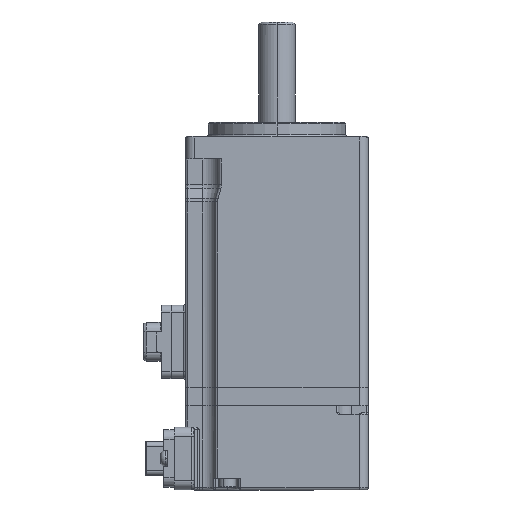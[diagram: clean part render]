
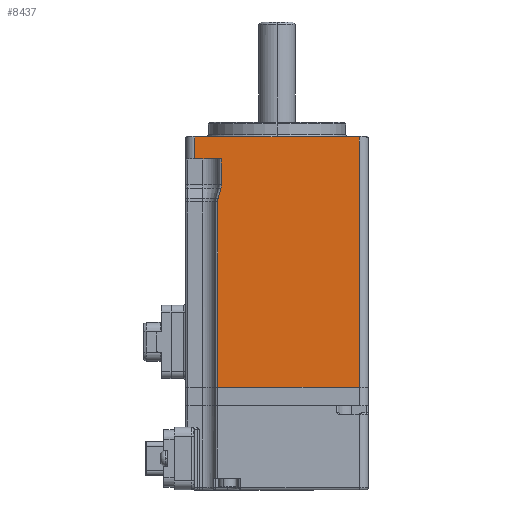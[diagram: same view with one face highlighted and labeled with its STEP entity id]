
A CAD part, top view. The second image highlights one B-rep face of the part: STEP entity #8437.
In plain terms, the highlighted planar face has unit normal (0, 0, 1).
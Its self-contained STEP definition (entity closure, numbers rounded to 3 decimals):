
#676 = EDGE_CURVE ( 'NONE', #15727, #16448, #6252, .T. ) ;
#1012 = ORIENTED_EDGE ( 'NONE', *, *, #1780, .T. ) ;
#1780 = EDGE_CURVE ( 'NONE', #4013, #15727, #25146, .T. ) ;
#2212 = CARTESIAN_POINT ( 'NONE',  ( -12.907, 41.274, 20. ) ) ;
#2433 = DIRECTION ( 'NONE',  ( 0., 0., -1. ) ) ;
#3119 = DIRECTION ( 'NONE',  ( 0., -1., 0. ) ) ;
#3318 = VERTEX_POINT ( 'NONE', #13920 ) ;
#3450 = CARTESIAN_POINT ( 'NONE',  ( -12.163, 44.412, 20. ) ) ;
#4013 = VERTEX_POINT ( 'NONE', #9822 ) ;
#4108 = VECTOR ( 'NONE', #29498, 1000. ) ;
#4235 = DIRECTION ( 'NONE',  ( 1., 0., 0. ) ) ;
#4374 = CIRCLE ( 'NONE', #7620, 2.5 ) ;
#4640 = VERTEX_POINT ( 'NONE', #32969 ) ;
#5419 = CARTESIAN_POINT ( 'NONE',  ( -18., 50., 20. ) ) ;
#6004 = ORIENTED_EDGE ( 'NONE', *, *, #15160, .T. ) ;
#6101 = ORIENTED_EDGE ( 'NONE', *, *, #16573, .F. ) ;
#6252 = LINE ( 'NONE', #11379, #11945 ) ;
#6709 = LINE ( 'NONE', #26859, #11133 ) ;
#7620 = AXIS2_PLACEMENT_3D ( 'NONE', #21956, #11354, #16842 ) ;
#8437 = ADVANCED_FACE ( 'NONE', ( #30762 ), #33656, .F. ) ;
#8778 = DIRECTION ( 'NONE',  ( 0., 0., -1. ) ) ;
#8824 = VERTEX_POINT ( 'NONE', #17217 ) ;
#9624 = LINE ( 'NONE', #29672, #10236 ) ;
#9822 = CARTESIAN_POINT ( 'NONE',  ( -12.163, 44.412, 20. ) ) ;
#10236 = VECTOR ( 'NONE', #21834, 1000. ) ;
#11133 = VECTOR ( 'NONE', #19728, 1000. ) ;
#11354 = DIRECTION ( 'NONE',  ( 0., 0., 1. ) ) ;
#11379 = CARTESIAN_POINT ( 'NONE',  ( -8.935, 55.462, 20. ) ) ;
#11621 = CARTESIAN_POINT ( 'NONE',  ( -18., 50., 20. ) ) ;
#11945 = VECTOR ( 'NONE', #21643, 1000. ) ;
#12274 = LINE ( 'NONE', #17053, #19348 ) ;
#12883 = EDGE_LOOP ( 'NONE', ( #6101, #29940, #19684, #6004, #28412, #1012, #20387, #21334, #18676, #27794 ) ) ;
#13242 = VERTEX_POINT ( 'NONE', #11621 ) ;
#13520 = EDGE_CURVE ( 'NONE', #32052, #30926, #12274, .T. ) ;
#13920 = CARTESIAN_POINT ( 'NONE',  ( -12.163, 50., 20. ) ) ;
#14499 = VECTOR ( 'NONE', #3119, 1000. ) ;
#14978 = VERTEX_POINT ( 'NONE', #16740 ) ;
#15059 = VECTOR ( 'NONE', #15454, 1000. ) ;
#15160 = EDGE_CURVE ( 'NONE', #13242, #3318, #31890, .T. ) ;
#15430 = EDGE_CURVE ( 'NONE', #8824, #32052, #22821, .T. ) ;
#15454 = DIRECTION ( 'NONE',  ( 0., -1., 0. ) ) ;
#15727 = VERTEX_POINT ( 'NONE', #25123 ) ;
#16448 = VERTEX_POINT ( 'NONE', #2212 ) ;
#16573 = EDGE_CURVE ( 'NONE', #4640, #30926, #9624, .T. ) ;
#16740 = CARTESIAN_POINT ( 'NONE',  ( -18., 54.8, 20. ) ) ;
#16842 = DIRECTION ( 'NONE',  ( -1., 0., 0. ) ) ;
#17053 = CARTESIAN_POINT ( 'NONE',  ( -18., 0., 20. ) ) ;
#17217 = CARTESIAN_POINT ( 'NONE',  ( -13., 40.6, 20. ) ) ;
#18166 = DIRECTION ( 'NONE',  ( -1., 0., 0. ) ) ;
#18676 = ORIENTED_EDGE ( 'NONE', *, *, #15430, .T. ) ;
#19199 = EDGE_CURVE ( 'NONE', #16448, #8824, #4374, .T. ) ;
#19348 = VECTOR ( 'NONE', #4235, 1000. ) ;
#19404 = CARTESIAN_POINT ( 'NONE',  ( 18., 0., 20. ) ) ;
#19684 = ORIENTED_EDGE ( 'NONE', *, *, #31711, .T. ) ;
#19728 = DIRECTION ( 'NONE',  ( -1., 0., 0. ) ) ;
#20387 = ORIENTED_EDGE ( 'NONE', *, *, #676, .T. ) ;
#21334 = ORIENTED_EDGE ( 'NONE', *, *, #19199, .T. ) ;
#21643 = DIRECTION ( 'NONE',  ( -0.27, -0.963, 0. ) ) ;
#21776 = CARTESIAN_POINT ( 'NONE',  ( -15.663, 44.412, 20. ) ) ;
#21834 = DIRECTION ( 'NONE',  ( 0., -1., 0. ) ) ;
#21956 = CARTESIAN_POINT ( 'NONE',  ( -10.5, 40.6, 20. ) ) ;
#22278 = CARTESIAN_POINT ( 'NONE',  ( -13., 0., 20. ) ) ;
#22645 = CARTESIAN_POINT ( 'NONE',  ( -13., 58., 20. ) ) ;
#22821 = LINE ( 'NONE', #22645, #15059 ) ;
#23175 = LINE ( 'NONE', #30655, #30746 ) ;
#24620 = DIRECTION ( 'NONE',  ( -1., 0., 0. ) ) ;
#24806 = EDGE_CURVE ( 'NONE', #3318, #4013, #32318, .T. ) ;
#25123 = CARTESIAN_POINT ( 'NONE',  ( -12.293, 43.468, 20. ) ) ;
#25146 = CIRCLE ( 'NONE', #33350, 3.5 ) ;
#26167 = AXIS2_PLACEMENT_3D ( 'NONE', #31270, #2433, #18166 ) ;
#26859 = CARTESIAN_POINT ( 'NONE',  ( -18., 54.8, 20. ) ) ;
#27794 = ORIENTED_EDGE ( 'NONE', *, *, #13520, .T. ) ;
#27939 = DIRECTION ( 'NONE',  ( 0., -1., 0. ) ) ;
#28412 = ORIENTED_EDGE ( 'NONE', *, *, #24806, .T. ) ;
#29498 = DIRECTION ( 'NONE',  ( 1., 0., 0. ) ) ;
#29672 = CARTESIAN_POINT ( 'NONE',  ( 18., 58., 20. ) ) ;
#29940 = ORIENTED_EDGE ( 'NONE', *, *, #31906, .T. ) ;
#30655 = CARTESIAN_POINT ( 'NONE',  ( -18., 58., 20. ) ) ;
#30746 = VECTOR ( 'NONE', #27939, 1000. ) ;
#30762 = FACE_OUTER_BOUND ( 'NONE', #12883, .T. ) ;
#30926 = VERTEX_POINT ( 'NONE', #19404 ) ;
#31270 = CARTESIAN_POINT ( 'NONE',  ( -18., 58., 20. ) ) ;
#31711 = EDGE_CURVE ( 'NONE', #14978, #13242, #23175, .T. ) ;
#31890 = LINE ( 'NONE', #5419, #4108 ) ;
#31906 = EDGE_CURVE ( 'NONE', #4640, #14978, #6709, .T. ) ;
#32052 = VERTEX_POINT ( 'NONE', #22278 ) ;
#32318 = LINE ( 'NONE', #3450, #14499 ) ;
#32969 = CARTESIAN_POINT ( 'NONE',  ( 18., 54.8, 20. ) ) ;
#33350 = AXIS2_PLACEMENT_3D ( 'NONE', #21776, #8778, #24620 ) ;
#33656 = PLANE ( 'NONE',  #26167 ) ;
